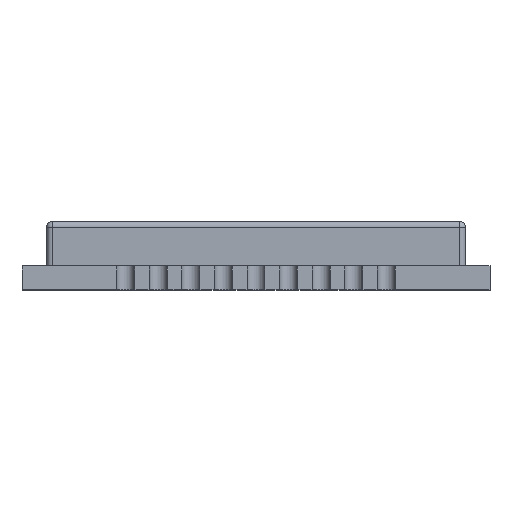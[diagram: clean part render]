
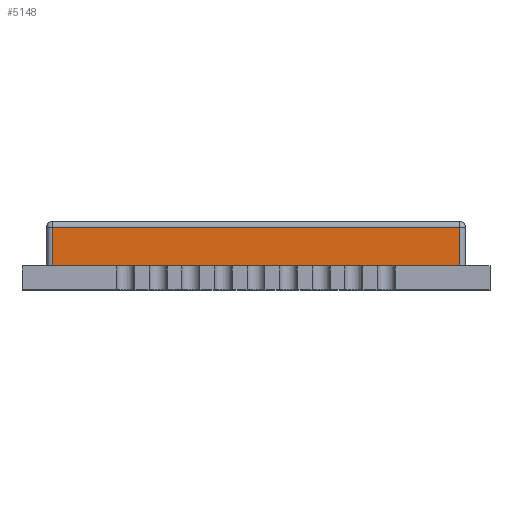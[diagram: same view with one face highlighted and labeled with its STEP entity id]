
A CAD part, top view. The second image highlights one B-rep face of the part: STEP entity #5148.
In plain terms, the highlighted planar face has unit normal (0, 0, 1).
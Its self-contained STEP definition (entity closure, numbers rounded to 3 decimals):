
#225 = DIRECTION ( 'NONE',  ( 0., 1., 0. ) ) ;
#260 = ORIENTED_EDGE ( 'NONE', *, *, #392, .T. ) ;
#343 = EDGE_LOOP ( 'NONE', ( #7419, #260, #7544, #6384 ) ) ;
#392 = EDGE_CURVE ( 'NONE', #746, #8791, #6325, .T. ) ;
#489 = PLANE ( 'NONE',  #7890 ) ;
#746 = VERTEX_POINT ( 'NONE', #8624 ) ;
#790 = VECTOR ( 'NONE', #2234, 1000. ) ;
#1149 = VERTEX_POINT ( 'NONE', #1966 ) ;
#1370 = VECTOR ( 'NONE', #7475, 1000. ) ;
#1694 = VECTOR ( 'NONE', #5466, 1000. ) ;
#1921 = CARTESIAN_POINT ( 'NONE',  ( 14.775, 2.1, -0.825 ) ) ;
#1966 = CARTESIAN_POINT ( 'NONE',  ( 14.775, 0.8, -0.825 ) ) ;
#2234 = DIRECTION ( 'NONE',  ( -1., 0., 0. ) ) ;
#2537 = VECTOR ( 'NONE', #225, 1000. ) ;
#2697 = LINE ( 'NONE', #8777, #1370 ) ;
#3789 = LINE ( 'NONE', #6424, #790 ) ;
#3995 = CARTESIAN_POINT ( 'NONE',  ( 1.025, 0.8, -0.825 ) ) ;
#4636 = VERTEX_POINT ( 'NONE', #1921 ) ;
#5148 = ADVANCED_FACE ( 'NONE', ( #8831 ), #489, .F. ) ;
#5183 = LINE ( 'NONE', #6454, #2537 ) ;
#5340 = EDGE_CURVE ( 'NONE', #8791, #1149, #2697, .T. ) ;
#5466 = DIRECTION ( 'NONE',  ( 0., -1., 0. ) ) ;
#5545 = CARTESIAN_POINT ( 'NONE',  ( 1.025, 2.3, -0.825 ) ) ;
#5811 = EDGE_CURVE ( 'NONE', #1149, #4636, #5183, .T. ) ;
#6325 = LINE ( 'NONE', #5545, #1694 ) ;
#6384 = ORIENTED_EDGE ( 'NONE', *, *, #5811, .T. ) ;
#6424 = CARTESIAN_POINT ( 'NONE',  ( 0.825, 2.1, -0.825 ) ) ;
#6454 = CARTESIAN_POINT ( 'NONE',  ( 14.775, 2.3, -0.825 ) ) ;
#6517 = CARTESIAN_POINT ( 'NONE',  ( 0.825, 2.3, -0.825 ) ) ;
#7419 = ORIENTED_EDGE ( 'NONE', *, *, #8204, .T. ) ;
#7475 = DIRECTION ( 'NONE',  ( 1., 0., 0. ) ) ;
#7544 = ORIENTED_EDGE ( 'NONE', *, *, #5340, .T. ) ;
#7890 = AXIS2_PLACEMENT_3D ( 'NONE', #6517, #7929, #7968 ) ;
#7929 = DIRECTION ( 'NONE',  ( 0., 0., -1. ) ) ;
#7968 = DIRECTION ( 'NONE',  ( -1., 0., 0. ) ) ;
#8204 = EDGE_CURVE ( 'NONE', #4636, #746, #3789, .T. ) ;
#8624 = CARTESIAN_POINT ( 'NONE',  ( 1.025, 2.1, -0.825 ) ) ;
#8777 = CARTESIAN_POINT ( 'NONE',  ( 0.825, 0.8, -0.825 ) ) ;
#8791 = VERTEX_POINT ( 'NONE', #3995 ) ;
#8831 = FACE_OUTER_BOUND ( 'NONE', #343, .T. ) ;
